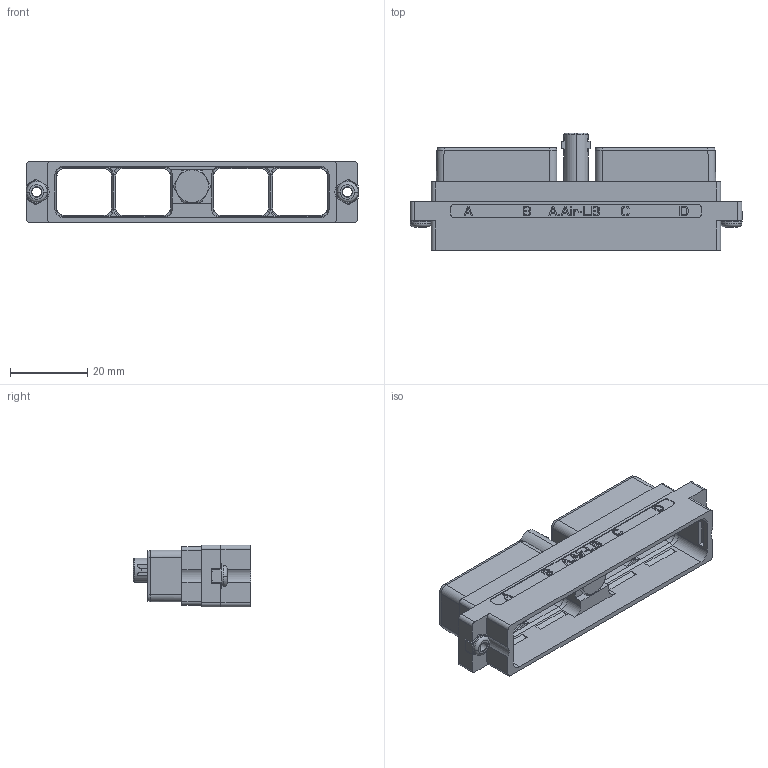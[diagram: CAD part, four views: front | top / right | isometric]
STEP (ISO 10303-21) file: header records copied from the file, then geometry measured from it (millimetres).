
FILE_DESCRIPTION((''),'2;1');
FILE_NAME('SIM2B82KD','2019-09-25T',('presta_be4'),(''),'PRO/ENGINEER BY PARAMETRIC TECHNOLOGY CORPORATION, 2014310','PRO/ENGINEER BY PARAMETRIC TECHNOLOGY CORPORATION, 2014310','');
FILE_SCHEMA(('CONFIG_CONTROL_DESIGN'));
Length unit declared in the file: millimetre
Products named in the file (1): SIM2B82KD
Bounding box: 86 x 30.36 x 15.93 mm (x, y, z)
Volume: 8263.5 mm3; surface area: 12691.9 mm2
Topology: 1 solids, 1 shells, 975 faces, 2645 edges, 1720 vertices
Faces by surface type: plane 707, cylinder 134, cone 94, torus 36, bspline 4
Entity records: 34898 total; most frequent: CARTESIAN_POINT 10255, ORIENTED_EDGE 5286, DIRECTION 4822, EDGE_CURVE 2643, VECTOR 2080, LINE 2080, VERTEX_POINT 1720, AXIS2_PLACEMENT_3D 1371
